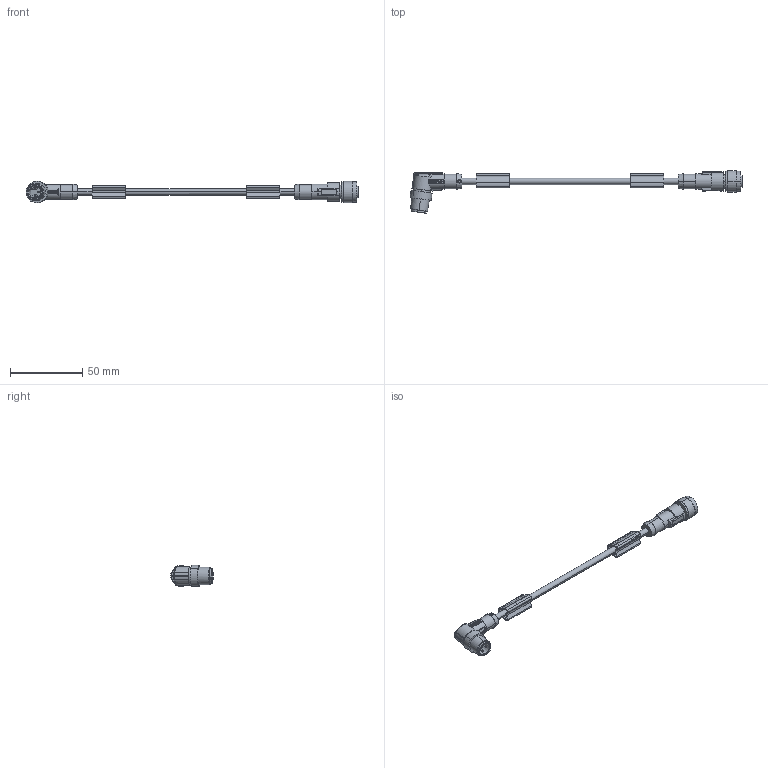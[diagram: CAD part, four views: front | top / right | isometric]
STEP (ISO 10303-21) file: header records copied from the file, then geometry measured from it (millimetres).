
FILE_DESCRIPTION(('SolidDesigner STEP Export'),'2;1');
FILE_NAME('1668580.stp','2011-11-30T11:32:46',(''),(''),'CoCreate Modeling STEP processor for AP214 (Solid Model)','CoCreate Modeling 16.00A 16-Aug-2008 (C) Parametric Technology GmbH','');
FILE_SCHEMA(('AUTOMOTIVE_DESIGN { 1 0 10303 214 1 1 1 1 }'));
Length unit declared in the file: millimetre
Products named in the file (2): 1668580
Assembly tree (1 placements, depth 2):
  1668580
    1668580
Bounding box: 229.77 x 29.39 x 14.76 mm (x, y, z)
Volume: 12650 mm3; surface area: 10455.9 mm2
Topology: 1 solids, 1 shells, 682 faces, 1827 edges, 1213 vertices
Faces by surface type: plane 378, cylinder 166, extrusion 76, cone 51, torus 6, bspline 5
Entity records: 31868 total; most frequent: CARTESIAN_POINT 11162, ORIENTED_EDGE 3654, DIRECTION 2752, EDGE_CURVE 1827, VECTOR 1228, VERTEX_POINT 1213, LINE 1152, AXIS2_PLACEMENT_3D 762
